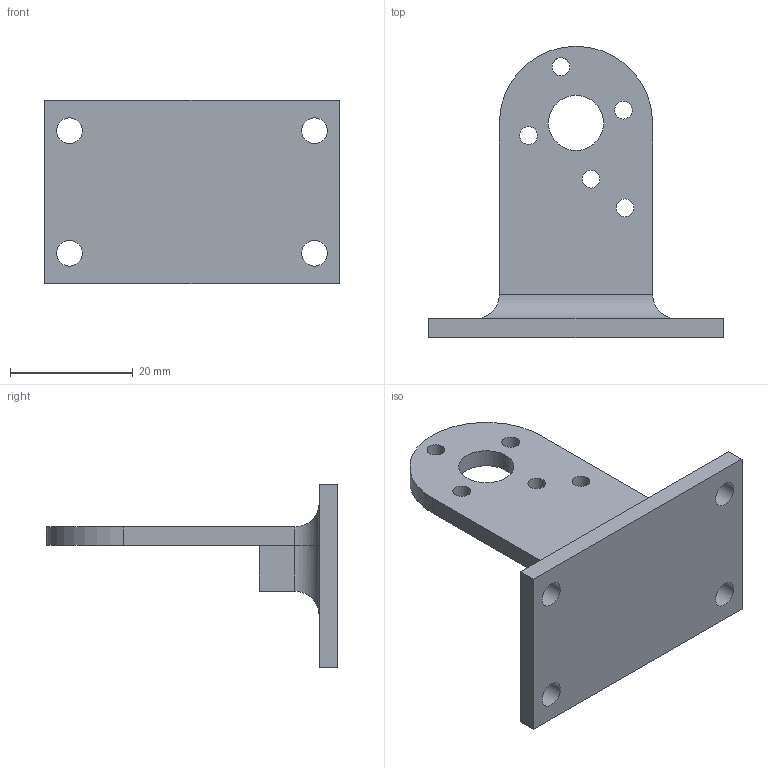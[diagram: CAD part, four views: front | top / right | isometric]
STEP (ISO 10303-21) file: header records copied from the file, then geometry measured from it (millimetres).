
FILE_DESCRIPTION(('FreeCAD Model'),'2;1');
FILE_NAME('Open CASCADE Shape Model','2025-09-19T01:00:30',(''),(''), 'Open CASCADE STEP processor 7.8','FreeCAD','Unknown');
FILE_SCHEMA(('AUTOMOTIVE_DESIGN { 1 0 10303 214 1 1 1 1 }'));
Length unit declared in the file: millimetre
Products named in the file (1): BE4108 motor stand 3D printed
Bounding box: 48 x 47.5 x 30 mm (x, y, z)
Volume: 8057.5 mm3; surface area: 5806.9 mm2
Topology: 1 solids, 1 shells, 31 faces, 82 edges, 54 vertices
Faces by surface type: cylinder 18, plane 13
Full cylindrical faces by diameter (mm): 2.9 x5, 4.2 x4, 9 x1
Entity records: 1036 total; most frequent: DIRECTION 178, CARTESIAN_POINT 168, ORIENTED_EDGE 164, EDGE_CURVE 82, AXIS2_PLACEMENT_3D 64, VERTEX_POINT 54, FACE_BOUND 52, EDGE_LOOP 52
